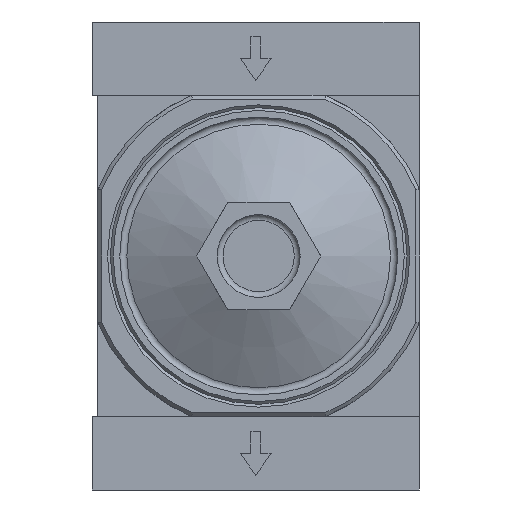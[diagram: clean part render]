
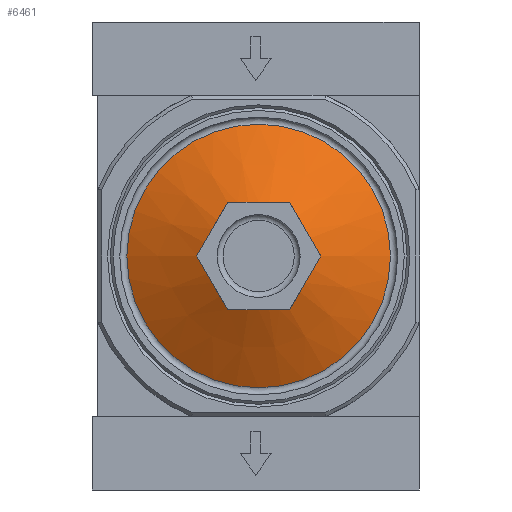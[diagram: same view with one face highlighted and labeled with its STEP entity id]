
A CAD part, front view. The second image highlights one B-rep face of the part: STEP entity #6461.
In plain terms, the highlighted conical face has half-angle 62 degrees and reference radius 27.03 mm.
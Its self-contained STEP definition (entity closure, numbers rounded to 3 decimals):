
#111=CONICAL_SURFACE('',#6897,27.031,1.082);
#172=B_SPLINE_CURVE_WITH_KNOTS('',3,(#9341,#9342,#9343,#9344,#9345,#9346),
 .UNSPECIFIED.,.F.,.F.,(4,1,1,4),(0.,0.006,
0.01,0.013),.UNSPECIFIED.);
#173=B_SPLINE_CURVE_WITH_KNOTS('',3,(#9349,#9350,#9351,#9352,#9353,#9354),
 .UNSPECIFIED.,.F.,.F.,(4,1,1,4),(0.016,0.023,
0.026,0.029),.UNSPECIFIED.);
#174=B_SPLINE_CURVE_WITH_KNOTS('',3,(#9356,#9357,#9358,#9359,#9360,#9361),
 .UNSPECIFIED.,.F.,.F.,(4,1,1,4),(0.,0.006,
0.01,0.013),.UNSPECIFIED.);
#175=B_SPLINE_CURVE_WITH_KNOTS('',3,(#9363,#9364,#9365,#9366,#9367,#9368),
 .UNSPECIFIED.,.F.,.F.,(4,1,1,4),(0.,0.006,
0.01,0.013),.UNSPECIFIED.);
#176=B_SPLINE_CURVE_WITH_KNOTS('',3,(#9370,#9371,#9372,#9373,#9374,#9375),
 .UNSPECIFIED.,.F.,.F.,(4,1,1,4),(0.016,0.023,
0.026,0.029),.UNSPECIFIED.);
#177=B_SPLINE_CURVE_WITH_KNOTS('',3,(#9377,#9378,#9379,#9380,#9381,#9382),
 .UNSPECIFIED.,.F.,.F.,(4,1,1,4),(0.,0.006,
0.01,0.013),.UNSPECIFIED.);
#498=CIRCLE('',#6898,27.031);
#873=ORIENTED_EDGE('',*,*,#2225,.F.);
#874=ORIENTED_EDGE('',*,*,#2226,.F.);
#875=ORIENTED_EDGE('',*,*,#2227,.F.);
#876=ORIENTED_EDGE('',*,*,#2228,.F.);
#877=ORIENTED_EDGE('',*,*,#2229,.F.);
#878=ORIENTED_EDGE('',*,*,#2230,.F.);
#879=ORIENTED_EDGE('',*,*,#2231,.T.);
#2225=EDGE_CURVE('',#2884,#2885,#172,.T.);
#2226=EDGE_CURVE('',#2886,#2884,#173,.T.);
#2227=EDGE_CURVE('',#2887,#2886,#174,.T.);
#2228=EDGE_CURVE('',#2888,#2887,#175,.T.);
#2229=EDGE_CURVE('',#2889,#2888,#176,.T.);
#2230=EDGE_CURVE('',#2885,#2889,#177,.T.);
#2231=EDGE_CURVE('',#2890,#2890,#498,.T.);
#2884=VERTEX_POINT('',#9347);
#2885=VERTEX_POINT('',#9348);
#2886=VERTEX_POINT('',#9355);
#2887=VERTEX_POINT('',#9362);
#2888=VERTEX_POINT('',#9369);
#2889=VERTEX_POINT('',#9376);
#2890=VERTEX_POINT('',#9384);
#3978=EDGE_LOOP('',(#873,#874,#875,#876,#877,#878));
#3979=EDGE_LOOP('',(#879));
#4446=FACE_BOUND('',#3978,.T.);
#4447=FACE_BOUND('',#3979,.T.);
#6461=ADVANCED_FACE('',(#4446,#4447),#111,.T.);
#6897=AXIS2_PLACEMENT_3D('',#9340,#7712,#7713);
#6898=AXIS2_PLACEMENT_3D('',#9383,#7714,#7715);
#7712=DIRECTION('',(0.,1.,0.));
#7713=DIRECTION('',(0.,0.,1.));
#7714=DIRECTION('',(0.,-1.,0.));
#7715=DIRECTION('',(0.,0.,-1.));
#9340=CARTESIAN_POINT('',(0.,-28.876,0.));
#9341=CARTESIAN_POINT('',(11.,-36.495,6.351));
#9342=CARTESIAN_POINT('',(9.198,-37.048,7.391));
#9343=CARTESIAN_POINT('',(6.446,-37.574,8.98));
#9344=CARTESIAN_POINT('',(2.713,-37.228,11.135));
#9345=CARTESIAN_POINT('',(0.902,-36.772,12.181));
#9346=CARTESIAN_POINT('',(0.,-36.495,12.702));
#9347=CARTESIAN_POINT('',(11.,-36.495,6.351));
#9348=CARTESIAN_POINT('',(0.,-36.495,12.702));
#9349=CARTESIAN_POINT('',(11.,-36.495,-6.351));
#9350=CARTESIAN_POINT('',(11.,-37.046,-4.278));
#9351=CARTESIAN_POINT('',(11.,-37.574,-1.115));
#9352=CARTESIAN_POINT('',(11.,-37.227,3.23));
#9353=CARTESIAN_POINT('',(11.,-36.771,5.315));
#9354=CARTESIAN_POINT('',(11.,-36.495,6.351));
#9355=CARTESIAN_POINT('',(11.,-36.495,-6.351));
#9356=CARTESIAN_POINT('',(0.,-36.495,-12.702));
#9357=CARTESIAN_POINT('',(1.802,-37.048,-11.662));
#9358=CARTESIAN_POINT('',(4.554,-37.574,-10.073));
#9359=CARTESIAN_POINT('',(8.287,-37.228,-7.917));
#9360=CARTESIAN_POINT('',(10.098,-36.772,-6.871));
#9361=CARTESIAN_POINT('',(11.,-36.495,-6.351));
#9362=CARTESIAN_POINT('',(0.,-36.495,-12.702));
#9363=CARTESIAN_POINT('',(-11.,-36.495,-6.351));
#9364=CARTESIAN_POINT('',(-9.198,-37.048,-7.391));
#9365=CARTESIAN_POINT('',(-6.446,-37.574,-8.98));
#9366=CARTESIAN_POINT('',(-2.713,-37.228,-11.135));
#9367=CARTESIAN_POINT('',(-0.902,-36.772,-12.181));
#9368=CARTESIAN_POINT('',(0.,-36.495,-12.702));
#9369=CARTESIAN_POINT('',(-11.,-36.495,-6.351));
#9370=CARTESIAN_POINT('',(-11.,-36.495,6.351));
#9371=CARTESIAN_POINT('',(-11.,-37.046,4.278));
#9372=CARTESIAN_POINT('',(-11.,-37.574,1.115));
#9373=CARTESIAN_POINT('',(-11.,-37.227,-3.23));
#9374=CARTESIAN_POINT('',(-11.,-36.771,-5.315));
#9375=CARTESIAN_POINT('',(-11.,-36.495,-6.351));
#9376=CARTESIAN_POINT('',(-11.,-36.495,6.351));
#9377=CARTESIAN_POINT('',(0.,-36.495,12.702));
#9378=CARTESIAN_POINT('',(-1.802,-37.048,11.662));
#9379=CARTESIAN_POINT('',(-4.554,-37.574,10.073));
#9380=CARTESIAN_POINT('',(-8.287,-37.228,7.917));
#9381=CARTESIAN_POINT('',(-10.098,-36.772,6.871));
#9382=CARTESIAN_POINT('',(-11.,-36.495,6.351));
#9383=CARTESIAN_POINT('',(0.,-28.876,0.));
#9384=CARTESIAN_POINT('',(0.,-28.876,-27.031));
